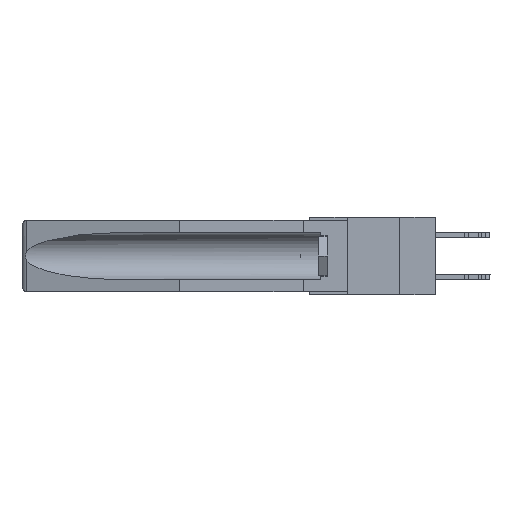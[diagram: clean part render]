
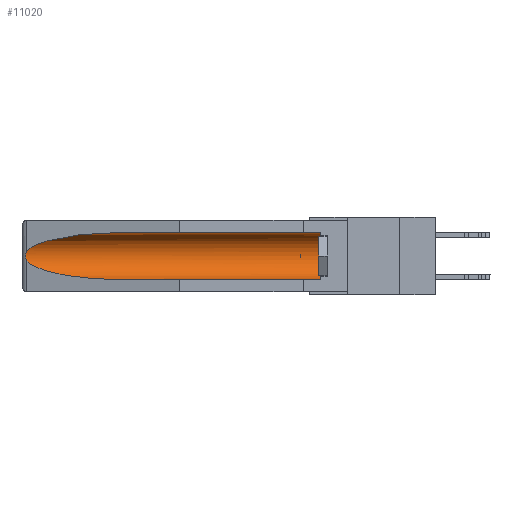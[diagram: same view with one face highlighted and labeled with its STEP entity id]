
A CAD part, left-side view. The second image highlights one B-rep face of the part: STEP entity #11020.
In plain terms, the highlighted cylindrical face has radius 2.857 mm (diameter 5.715 mm), a partial arc.
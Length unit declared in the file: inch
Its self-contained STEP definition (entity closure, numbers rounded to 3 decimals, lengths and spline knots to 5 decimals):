
#81 = CARTESIAN_POINT ( 'NONE',  ( 0.26655, 1.53094, -0.18657 ) ) ;
#940 = CARTESIAN_POINT ( 'NONE',  ( 0.155, -0.30754, -0.284 ) ) ;
#1060 = DIRECTION ( 'NONE',  ( 0., 1., 0. ) ) ;
#1370 = EDGE_LOOP ( 'NONE', ( #34225, #23146, #14131, #17790, #31202, #16329 ) ) ;
#1621 = VECTOR ( 'NONE', #1060, 39.37008 ) ;
#2855 = CARTESIAN_POINT ( 'NONE',  ( 0.26597, 1.5296, -0.19026 ) ) ;
#3695 = LINE ( 'NONE', #21246, #9651 ) ;
#5026 = CARTESIAN_POINT ( 'NONE',  ( 0.26537, 1.52718, -0.19328 ) ) ;
#5139 = VERTEX_POINT ( 'NONE', #32083 ) ;
#5288 = EDGE_CURVE ( 'NONE', #18378, #33064, #12400, .T. ) ;
#5615 =( BOUNDED_CURVE ( )  B_SPLINE_CURVE ( 3, ( #15870, #21083, #15984, #35184 ),
 .UNSPECIFIED., .F., .F. ) 
 B_SPLINE_CURVE_WITH_KNOTS ( ( 4, 4 ),
 ( 0.1948, 1.5708 ),
 .UNSPECIFIED. ) 
 CURVE ( )  GEOMETRIC_REPRESENTATION_ITEM ( )  RATIONAL_B_SPLINE_CURVE ( ( 1., 0.848, 0.848, 1. ) ) 
 REPRESENTATION_ITEM ( '' )  );
#7120 = B_SPLINE_CURVE_WITH_KNOTS ( 'NONE', 3,
 ( #10645, #19043, #33132, #16594, #16106, #8012, #18923, #81, #2855, #5026 ),
 .UNSPECIFIED., .F., .F.,
 ( 4, 2, 2, 2, 4 ),
 ( 0., 0.00029, 0.00058, 0.00087, 0.00117 ),
 .UNSPECIFIED. ) ;
#7520 = EDGE_CURVE ( 'NONE', #9740, #18378, #3695, .T. ) ;
#7708 = DIRECTION ( 'NONE',  ( 0., 1., 0. ) ) ;
#8012 = CARTESIAN_POINT ( 'NONE',  ( 0.2675, 1.53308, -0.17534 ) ) ;
#9216 = CARTESIAN_POINT ( 'NONE',  ( 0.26537, 1.52718, -0.14972 ) ) ;
#9651 = VECTOR ( 'NONE', #7708, 39.37008 ) ;
#9740 = VERTEX_POINT ( 'NONE', #15818 ) ;
#10645 = CARTESIAN_POINT ( 'NONE',  ( 0.26537, 1.52718, -0.14972 ) ) ;
#10875 = EDGE_CURVE ( 'NONE', #35339, #5139, #30989, .T. ) ;
#11020 = ADVANCED_FACE ( 'NONE', ( #32720 ), #11537, .F. ) ;
#11537 = CYLINDRICAL_SURFACE ( 'NONE', #21806, 0.1125 ) ;
#12137 = EDGE_CURVE ( 'NONE', #33064, #20351, #7120, .T. ) ;
#12400 =( BOUNDED_CURVE ( )  B_SPLINE_CURVE ( 3, ( #24868, #13740, #24390, #29779 ),
 .UNSPECIFIED., .F., .F. ) 
 B_SPLINE_CURVE_WITH_KNOTS ( ( 4, 4 ),
 ( 4.71239, 6.08839 ),
 .UNSPECIFIED. ) 
 CURVE ( )  GEOMETRIC_REPRESENTATION_ITEM ( )  RATIONAL_B_SPLINE_CURVE ( ( 1., 0.848, 0.848, 1. ) ) 
 REPRESENTATION_ITEM ( '' )  );
#12796 = AXIS2_PLACEMENT_3D ( 'NONE', #21990, #13392, #29809 ) ;
#13392 = DIRECTION ( 'NONE',  ( 0., -1., 0. ) ) ;
#13740 = CARTESIAN_POINT ( 'NONE',  ( 0.21114, 1.30732, -0.059 ) ) ;
#14131 = ORIENTED_EDGE ( 'NONE', *, *, #31993, .T. ) ;
#15498 = DIRECTION ( 'NONE',  ( 0., 0., 1. ) ) ;
#15818 = CARTESIAN_POINT ( 'NONE',  ( 0.155, 0.126, -0.059 ) ) ;
#15870 = CARTESIAN_POINT ( 'NONE',  ( 0.26537, 1.52718, -0.19328 ) ) ;
#15984 = CARTESIAN_POINT ( 'NONE',  ( 0.21114, 1.30732, -0.284 ) ) ;
#16106 = CARTESIAN_POINT ( 'NONE',  ( 0.2675, 1.53308, -0.16763 ) ) ;
#16329 = ORIENTED_EDGE ( 'NONE', *, *, #7520, .T. ) ;
#16594 = CARTESIAN_POINT ( 'NONE',  ( 0.2673, 1.5327, -0.16383 ) ) ;
#17790 = ORIENTED_EDGE ( 'NONE', *, *, #10875, .F. ) ;
#18378 = VERTEX_POINT ( 'NONE', #33382 ) ;
#18923 = CARTESIAN_POINT ( 'NONE',  ( 0.2673, 1.53269, -0.17917 ) ) ;
#19043 = CARTESIAN_POINT ( 'NONE',  ( 0.26597, 1.52961, -0.15275 ) ) ;
#19067 = CIRCLE ( 'NONE', #12796, 0.1125 ) ;
#20351 = VERTEX_POINT ( 'NONE', #30349 ) ;
#21083 = CARTESIAN_POINT ( 'NONE',  ( 0.25451, 1.48313, -0.24835 ) ) ;
#21246 = CARTESIAN_POINT ( 'NONE',  ( 0.155, -0.30754, -0.059 ) ) ;
#21806 = AXIS2_PLACEMENT_3D ( 'NONE', #32037, #32269, #15498 ) ;
#21990 = CARTESIAN_POINT ( 'NONE',  ( 0.155, 0.126, -0.1715 ) ) ;
#23146 = ORIENTED_EDGE ( 'NONE', *, *, #12137, .T. ) ;
#24147 = EDGE_CURVE ( 'NONE', #35339, #9740, #19067, .T. ) ;
#24390 = CARTESIAN_POINT ( 'NONE',  ( 0.25451, 1.48313, -0.09465 ) ) ;
#24868 = CARTESIAN_POINT ( 'NONE',  ( 0.155, 1.07973, -0.059 ) ) ;
#27016 = CARTESIAN_POINT ( 'NONE',  ( 0.155, 0.126, -0.284 ) ) ;
#29779 = CARTESIAN_POINT ( 'NONE',  ( 0.26537, 1.52718, -0.14972 ) ) ;
#29809 = DIRECTION ( 'NONE',  ( 0., 0., 1. ) ) ;
#30349 = CARTESIAN_POINT ( 'NONE',  ( 0.26537, 1.52718, -0.19328 ) ) ;
#30989 = LINE ( 'NONE', #940, #1621 ) ;
#31202 = ORIENTED_EDGE ( 'NONE', *, *, #24147, .T. ) ;
#31993 = EDGE_CURVE ( 'NONE', #20351, #5139, #5615, .T. ) ;
#32037 = CARTESIAN_POINT ( 'NONE',  ( 0.155, -0.30754, -0.1715 ) ) ;
#32083 = CARTESIAN_POINT ( 'NONE',  ( 0.155, 1.07973, -0.284 ) ) ;
#32269 = DIRECTION ( 'NONE',  ( 0., 1., 0. ) ) ;
#32720 = FACE_OUTER_BOUND ( 'NONE', #1370, .T. ) ;
#33064 = VERTEX_POINT ( 'NONE', #9216 ) ;
#33132 = CARTESIAN_POINT ( 'NONE',  ( 0.26654, 1.53092, -0.15636 ) ) ;
#33382 = CARTESIAN_POINT ( 'NONE',  ( 0.155, 1.07973, -0.059 ) ) ;
#34225 = ORIENTED_EDGE ( 'NONE', *, *, #5288, .T. ) ;
#35184 = CARTESIAN_POINT ( 'NONE',  ( 0.155, 1.07973, -0.284 ) ) ;
#35339 = VERTEX_POINT ( 'NONE', #27016 ) ;
